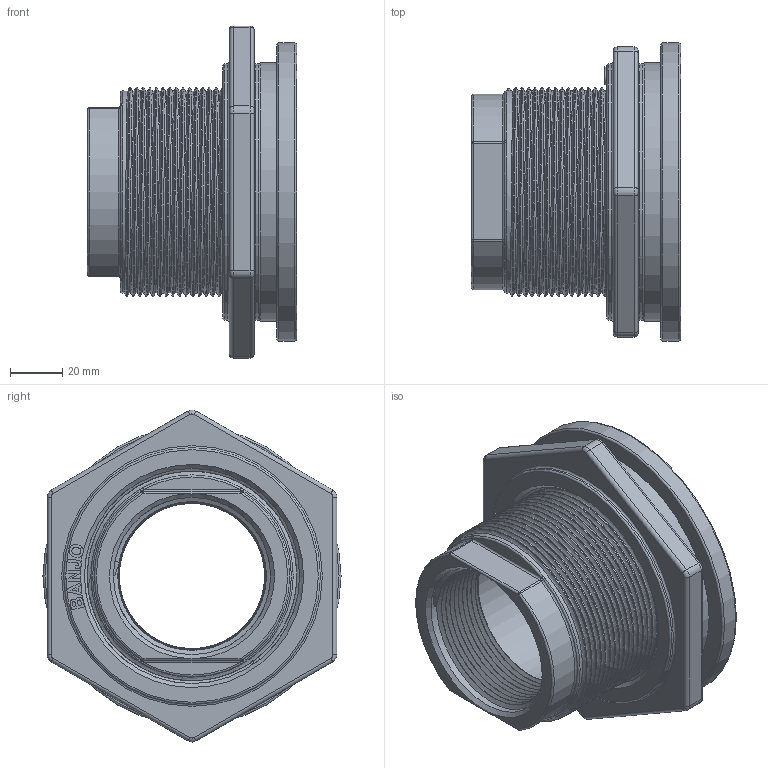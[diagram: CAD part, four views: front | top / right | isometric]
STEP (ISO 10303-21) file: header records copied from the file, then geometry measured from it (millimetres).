
FILE_DESCRIPTION((''),'2;1');
FILE_NAME('TF220SS.stp','2013-07-23T13:34:25',('mclevenger'),(''),'Autodesk Inventor 2013','Autodesk Inventor 2013','');
FILE_SCHEMA(('AUTOMOTIVE_DESIGN { 1 0 10303 214 1 1 1 1 }'));
Length unit declared in the file: inch
Products named in the file (4): TF220SS; TF221SS; TF223SS; TF220G
Assembly tree (3 placements, depth 2):
  TF220SS
    TF221SS
    TF223SS
    TF220G
Bounding box: 80.26 x 114.3 x 127.33 mm (x, y, z)
Volume: 294852 mm3; surface area: 91811.7 mm2
Topology: 3 solids, 3 shells, 250 faces, 626 edges, 392 vertices
Faces by surface type: plane 78, cylinder 64, bspline 51, torus 31, cone 26
Full cylindrical faces by diameter (mm): 55.88 x1, 77.521 x21, 82.042 x1, 82.55 x5, 98.425 x2, 99.06 x1, 114.3 x1
Entity records: 15280 total; most frequent: CARTESIAN_POINT 10781, ORIENTED_EDGE 940, DIRECTION 803, EDGE_CURVE 470, AXIS2_PLACEMENT_3D 303, VERTEX_POINT 303, EDGE_LOOP 245, FACE_OUTER_BOUND 206
